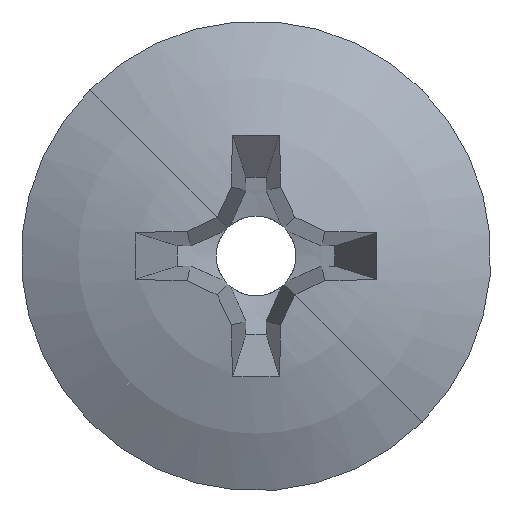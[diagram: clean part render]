
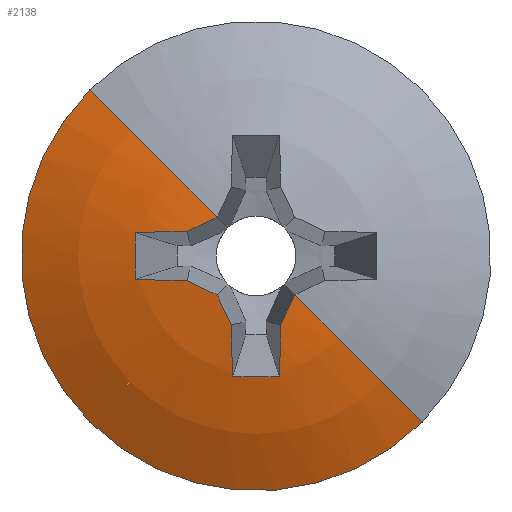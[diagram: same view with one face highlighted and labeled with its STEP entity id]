
A CAD part, left-side view. The second image highlights one B-rep face of the part: STEP entity #2138.
In plain terms, the highlighted spherical face has radius 5.452 mm.
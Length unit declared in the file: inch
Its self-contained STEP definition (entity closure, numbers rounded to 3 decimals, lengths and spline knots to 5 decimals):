
#699=CARTESIAN_POINT('',(0.14257,0.01131,
0.01131));
#700=DIRECTION('',(-0.128,0.701,0.701));
#701=DIRECTION('',(-0.959,0.092,-0.268));
#702=AXIS2_PLACEMENT_3D('',#699,#700,#701);
#704=CARTESIAN_POINT('',(-0.06856,0.,-0.02484));
#705=CARTESIAN_POINT('',(-0.06849,0.00152,
-0.02539));
#706=CARTESIAN_POINT('',(-0.06833,0.00454,
-0.02647));
#707=CARTESIAN_POINT('',(-0.06799,0.00896,
-0.02803));
#708=CARTESIAN_POINT('',(-0.06766,0.01227,
-0.02919));
#709=CARTESIAN_POINT('',(-0.06746,0.01399,
-0.02979));
#711=CARTESIAN_POINT('',(-0.06746,-0.01399,
-0.02979));
#712=CARTESIAN_POINT('',(-0.06766,-0.01225,
-0.02918));
#713=CARTESIAN_POINT('',(-0.068,-0.00893,
-0.02802));
#714=CARTESIAN_POINT('',(-0.06833,-0.0045,
-0.02645));
#715=CARTESIAN_POINT('',(-0.06849,-0.0015,
-0.02538));
#716=CARTESIAN_POINT('',(-0.06856,0.,-0.02484));
#718=CARTESIAN_POINT('',(0.14257,-0.01131,
0.01131));
#719=DIRECTION('',(-0.128,-0.701,0.701));
#720=DIRECTION('',(-0.981,-0.012,-0.192));
#721=AXIS2_PLACEMENT_3D('',#718,#719,#720);
#723=CARTESIAN_POINT('',(0.13324,0.01932,
0.01932));
#724=DIRECTION('',(-0.385,0.653,0.653));
#725=DIRECTION('',(-0.922,-0.237,-0.307));
#726=AXIS2_PLACEMENT_3D('',#723,#724,#725);
#728=CARTESIAN_POINT('',(0.14257,0.01131,
-0.01131));
#729=DIRECTION('',(-0.128,0.701,-0.701));
#730=DIRECTION('',(-0.959,-0.268,-0.092));
#731=AXIS2_PLACEMENT_3D('',#728,#729,#730);
#733=CARTESIAN_POINT('',(-0.06856,-0.02484,0.));
#734=CARTESIAN_POINT('',(-0.06853,-0.02505,
-0.00058));
#735=CARTESIAN_POINT('',(-0.06848,-0.02546,
-0.00173));
#736=CARTESIAN_POINT('',(-0.06838,-0.02608,
-0.00347));
#737=CARTESIAN_POINT('',(-0.06827,-0.0267,
-0.00521));
#738=CARTESIAN_POINT('',(-0.06814,-0.02731,
-0.00694));
#739=CARTESIAN_POINT('',(-0.068,-0.02792,
-0.00867));
#740=CARTESIAN_POINT('',(-0.06784,-0.02854,
-0.01041));
#741=CARTESIAN_POINT('',(-0.06766,-0.02916,
-0.01218));
#742=CARTESIAN_POINT('',(-0.06753,-0.02958,
-0.01338));
#743=CARTESIAN_POINT('',(-0.06746,-0.02979,
-0.01399));
#745=CARTESIAN_POINT('',(0.14464,0.,0.));
#746=DIRECTION('',(0.,0.,-1.));
#747=DIRECTION('',(-0.87,-0.494,0.));
#748=AXIS2_PLACEMENT_3D('',#745,#746,#747);
#750=CARTESIAN_POINT('',(-0.042,0.,0.));
#751=DIRECTION('',(-1.,0.,0.));
#752=DIRECTION('',(0.,1.,0.));
#753=AXIS2_PLACEMENT_3D('',#750,#751,#752);
#755=CARTESIAN_POINT('',(0.14464,0.,0.));
#756=DIRECTION('',(0.,0.,1.));
#757=DIRECTION('',(-0.87,0.494,0.));
#758=AXIS2_PLACEMENT_3D('',#755,#756,#757);
#760=CARTESIAN_POINT('',(-0.06746,0.02979,
-0.01399));
#761=CARTESIAN_POINT('',(-0.06753,0.02958,
-0.01339));
#762=CARTESIAN_POINT('',(-0.06766,0.02916,
-0.0122));
#763=CARTESIAN_POINT('',(-0.06784,0.02854,
-0.01042));
#764=CARTESIAN_POINT('',(-0.068,0.02792,
-0.00866));
#765=CARTESIAN_POINT('',(-0.06815,0.02731,
-0.00692));
#766=CARTESIAN_POINT('',(-0.06827,0.02669,
-0.00519));
#767=CARTESIAN_POINT('',(-0.06838,0.02608,
-0.00346));
#768=CARTESIAN_POINT('',(-0.06848,0.02546,
-0.00173));
#769=CARTESIAN_POINT('',(-0.06853,0.02505,
-0.00058));
#770=CARTESIAN_POINT('',(-0.06856,0.02484,0.));
#772=CARTESIAN_POINT('',(0.14257,-0.01131,
-0.01131));
#773=DIRECTION('',(0.128,0.701,0.701));
#774=DIRECTION('',(-0.959,0.268,-0.092));
#775=AXIS2_PLACEMENT_3D('',#772,#773,#774);
#777=CARTESIAN_POINT('',(0.13324,-0.01932,
0.01932));
#778=DIRECTION('',(0.385,0.653,-0.653));
#779=DIRECTION('',(-0.922,0.237,-0.307));
#780=AXIS2_PLACEMENT_3D('',#777,#778,#779);
#903=CARTESIAN_POINT('',(-0.06856,-0.02484,0.));
#949=CARTESIAN_POINT('',(-0.06856,0.02484,0.));
#1236=CARTESIAN_POINT('',(-0.042,0.106,0.));
#1238=VERTEX_POINT('',#1236);
#1240=CARTESIAN_POINT('',(-0.042,-0.106,0.));
#1242=VERTEX_POINT('',#1240);
#1256=VERTEX_POINT('',#903);
#1271=VERTEX_POINT('',#949);
#1272=CARTESIAN_POINT('',(-0.06271,0.03104,
-0.04597));
#1273=CARTESIAN_POINT('',(-0.06746,0.01399,
-0.02979));
#1274=VERTEX_POINT('',#1272);
#1275=VERTEX_POINT('',#1273);
#1276=VERTEX_POINT('',#704);
#1277=VERTEX_POINT('',#711);
#1278=CARTESIAN_POINT('',(-0.06271,-0.03104,
-0.04597));
#1279=VERTEX_POINT('',#1278);
#1280=CARTESIAN_POINT('',(-0.06271,-0.04597,
-0.03104));
#1281=VERTEX_POINT('',#1280);
#1282=CARTESIAN_POINT('',(-0.06746,-0.02979,
-0.01399));
#1283=VERTEX_POINT('',#1282);
#1284=VERTEX_POINT('',#760);
#1285=CARTESIAN_POINT('',(-0.06271,0.04597,
-0.03104));
#1286=VERTEX_POINT('',#1285);
#2106=CARTESIAN_POINT('',(0.14464,0.,0.));
#2107=DIRECTION('',(1.,0.,0.));
#2108=DIRECTION('',(0.,-1.,0.));
#2109=AXIS2_PLACEMENT_3D('',#2106,#2107,#2108);
#2110=SPHERICAL_SURFACE('',#2109,0.21464);
#2112=ORIENTED_EDGE('',*,*,#2111,.T.);
#2114=ORIENTED_EDGE('',*,*,#2113,.F.);
#2116=ORIENTED_EDGE('',*,*,#2115,.F.);
#2118=ORIENTED_EDGE('',*,*,#2117,.T.);
#2120=ORIENTED_EDGE('',*,*,#2119,.T.);
#2122=ORIENTED_EDGE('',*,*,#2121,.T.);
#2124=ORIENTED_EDGE('',*,*,#2123,.F.);
#2126=ORIENTED_EDGE('',*,*,#2125,.F.);
#2127=ORIENTED_EDGE('',*,*,#2099,.F.);
#2129=ORIENTED_EDGE('',*,*,#2128,.T.);
#2131=ORIENTED_EDGE('',*,*,#2130,.F.);
#2133=ORIENTED_EDGE('',*,*,#2132,.F.);
#2135=ORIENTED_EDGE('',*,*,#2134,.F.);
#2136=EDGE_LOOP('',(#2112,#2114,#2116,#2118,#2120,#2122,#2124,#2126,#2127,#2129,
#2131,#2133,#2135));
#2137=FACE_OUTER_BOUND('',#2136,.F.);
#703=CIRCLE('',#702,0.21404);
#710=B_SPLINE_CURVE_WITH_KNOTS('',3,(#704,#705,#706,#707,#708,#709),
.UNSPECIFIED.,.F.,.F.,(4,1,1,4),(0.,0.33333,0.66667,1.),
.UNSPECIFIED.);
#717=B_SPLINE_CURVE_WITH_KNOTS('',3,(#711,#712,#713,#714,#715,#716),
.UNSPECIFIED.,.F.,.F.,(4,1,1,4),(0.,0.33333,0.66667,1.),
.UNSPECIFIED.);
#722=CIRCLE('',#721,0.21404);
#727=CIRCLE('',#726,0.21259);
#732=CIRCLE('',#731,0.21404);
#744=B_SPLINE_CURVE_WITH_KNOTS('',3,(#733,#734,#735,#736,#737,#738,#739,#740,
#741,#742,#743),.UNSPECIFIED.,.F.,.F.,(4,1,1,1,1,1,1,1,4),(0.,0.125,0.25,
0.375,0.5,0.625,0.75,0.875,1.),.UNSPECIFIED.);
#749=CIRCLE('',#748,0.21464);
#754=CIRCLE('',#753,0.106);
#759=CIRCLE('',#758,0.21464);
#771=B_SPLINE_CURVE_WITH_KNOTS('',3,(#760,#761,#762,#763,#764,#765,#766,#767,
#768,#769,#770),.UNSPECIFIED.,.F.,.F.,(4,1,1,1,1,1,1,1,4),(0.,0.125,0.25,
0.375,0.5,0.625,0.75,0.875,1.),.UNSPECIFIED.);
#776=CIRCLE('',#775,0.21404);
#781=CIRCLE('',#780,0.21259);
#2099=EDGE_CURVE('',#1238,#1242,#754,.T.);
#2111=EDGE_CURVE('',#1274,#1275,#703,.T.);
#2113=EDGE_CURVE('',#1276,#1275,#710,.T.);
#2115=EDGE_CURVE('',#1277,#1276,#717,.T.);
#2117=EDGE_CURVE('',#1277,#1279,#722,.T.);
#2119=EDGE_CURVE('',#1279,#1281,#727,.T.);
#2121=EDGE_CURVE('',#1281,#1283,#732,.T.);
#2123=EDGE_CURVE('',#1256,#1283,#744,.T.);
#2125=EDGE_CURVE('',#1242,#1256,#749,.T.);
#2128=EDGE_CURVE('',#1238,#1271,#759,.T.);
#2130=EDGE_CURVE('',#1284,#1271,#771,.T.);
#2132=EDGE_CURVE('',#1286,#1284,#776,.T.);
#2134=EDGE_CURVE('',#1274,#1286,#781,.T.);
#2138=ADVANCED_FACE('',(#2137),#2110,.T.);
